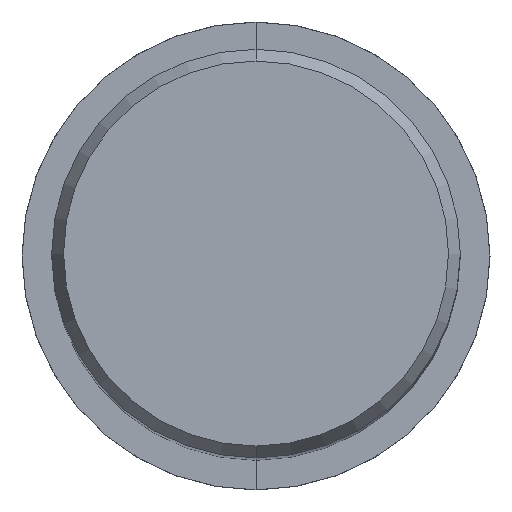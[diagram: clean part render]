
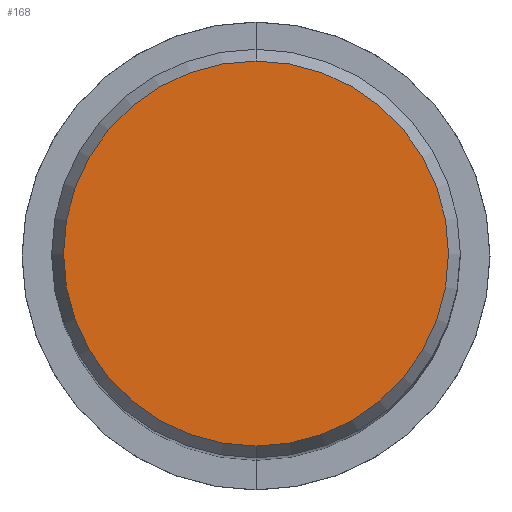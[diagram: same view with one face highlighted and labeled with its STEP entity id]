
A CAD part, top view. The second image highlights one B-rep face of the part: STEP entity #168.
In plain terms, the highlighted planar face has unit normal (0, 0, 1).
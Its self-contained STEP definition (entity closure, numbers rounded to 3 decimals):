
#128=EDGE_CURVE('',#144,#142,#249,.T.);
#138=EDGE_CURVE('',#142,#144,#260,.T.);
#142=VERTEX_POINT('',#264);
#144=VERTEX_POINT('',#266);
#168=ADVANCED_FACE('',(#293),#294,.T.);
#249=CIRCLE('',#384,7.479);
#260=CIRCLE('',#398,7.479);
#264=CARTESIAN_POINT('',(0.0,7.479,0.01));
#266=CARTESIAN_POINT('',(0.,-7.479,0.01));
#293=FACE_OUTER_BOUND('',#437,.T.);
#294=PLANE('',#438);
#384=AXIS2_PLACEMENT_3D('',#524,#525,#526);
#398=AXIS2_PLACEMENT_3D('',#536,#537,#538);
#437=EDGE_LOOP('',(#573,#574));
#438=AXIS2_PLACEMENT_3D('',#575,#576,#577);
#524=CARTESIAN_POINT('',(0.0,0.0,0.01));
#525=DIRECTION('',(0.0,0.0,-1.0));
#526=DIRECTION('',(0.0,1.0,0.0));
#536=CARTESIAN_POINT('',(0.0,0.0,0.01));
#537=DIRECTION('',(0.0,0.0,-1.0));
#538=DIRECTION('',(0.0,1.0,0.0));
#573=ORIENTED_EDGE('',*,*,#138,.F.);
#574=ORIENTED_EDGE('',*,*,#128,.F.);
#575=CARTESIAN_POINT('',(0.0,3.74,0.01));
#576=DIRECTION('',(-0.0,0.0,1.0));
#577=DIRECTION('',(0.0,-1.0,0.0));
